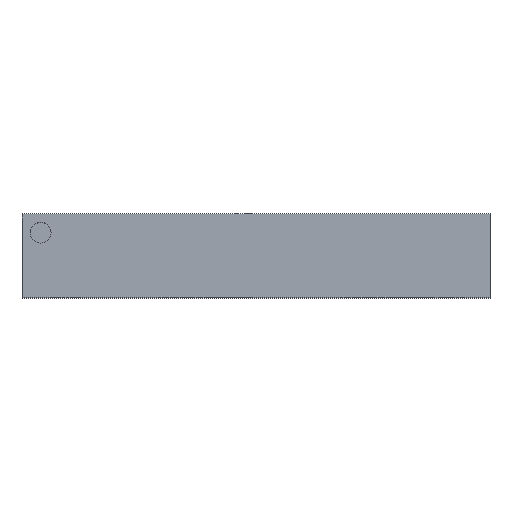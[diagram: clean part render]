
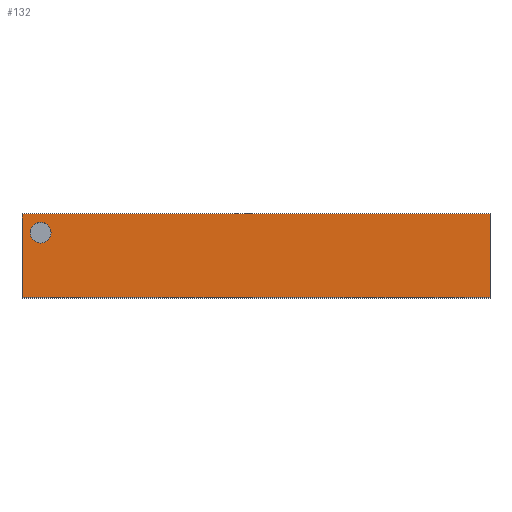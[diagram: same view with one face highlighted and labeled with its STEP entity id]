
A CAD part, top view. The second image highlights one B-rep face of the part: STEP entity #132.
In plain terms, the highlighted planar face has unit normal (0, 0, 1).
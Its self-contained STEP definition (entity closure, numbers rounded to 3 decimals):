
#16 = DIRECTION ( 'NONE',  ( 1., 0., 0. ) ) ;
#35 = DIRECTION ( 'NONE',  ( 0., 0., 1. ) ) ;
#72 = ORIENTED_EDGE ( 'NONE', *, *, #168, .T. ) ;
#102 = CARTESIAN_POINT ( 'NONE',  ( 0., 8., 0. ) ) ;
#132 = ADVANCED_FACE ( 'NONE', ( #215, #1571 ), #1300, .F. ) ;
#168 = EDGE_CURVE ( 'NONE', #790, #637, #875, .T. ) ;
#171 = ORIENTED_EDGE ( 'NONE', *, *, #1510, .F. ) ;
#192 = DIRECTION ( 'NONE',  ( 1., 0., 0. ) ) ;
#200 = CARTESIAN_POINT ( 'NONE',  ( 0., 8., 0. ) ) ;
#215 = FACE_BOUND ( 'NONE', #1402, .T. ) ;
#270 = CARTESIAN_POINT ( 'NONE',  ( 0., 0., 0. ) ) ;
#282 = EDGE_CURVE ( 'NONE', #676, #1059, #788, .T. ) ;
#306 = CARTESIAN_POINT ( 'NONE',  ( 0., 8., 0. ) ) ;
#389 = ORIENTED_EDGE ( 'NONE', *, *, #889, .F. ) ;
#394 = VECTOR ( 'NONE', #192, 1000. ) ;
#601 = VECTOR ( 'NONE', #1167, 1000. ) ;
#637 = VERTEX_POINT ( 'NONE', #270 ) ;
#641 = AXIS2_PLACEMENT_3D ( 'NONE', #1701, #1308, #645 ) ;
#643 = DIRECTION ( 'NONE',  ( 0., 0., -1. ) ) ;
#644 = EDGE_LOOP ( 'NONE', ( #1682, #753, #739, #72 ) ) ;
#645 = DIRECTION ( 'NONE',  ( 1., 0., 0. ) ) ;
#659 = DIRECTION ( 'NONE',  ( 0., -1., 0. ) ) ;
#676 = VERTEX_POINT ( 'NONE', #779 ) ;
#739 = ORIENTED_EDGE ( 'NONE', *, *, #794, .F. ) ;
#753 = ORIENTED_EDGE ( 'NONE', *, *, #282, .F. ) ;
#779 = CARTESIAN_POINT ( 'NONE',  ( 45., 8., 0. ) ) ;
#788 = LINE ( 'NONE', #1314, #1671 ) ;
#790 = VERTEX_POINT ( 'NONE', #1483 ) ;
#793 = CIRCLE ( 'NONE', #1020, 1. ) ;
#794 = EDGE_CURVE ( 'NONE', #790, #676, #1375, .T. ) ;
#857 = VERTEX_POINT ( 'NONE', #1513 ) ;
#868 = CIRCLE ( 'NONE', #641, 1. ) ;
#875 = LINE ( 'NONE', #200, #601 ) ;
#886 = DIRECTION ( 'NONE',  ( -1., 0., 0. ) ) ;
#889 = EDGE_CURVE ( 'NONE', #1536, #857, #793, .T. ) ;
#955 = EDGE_CURVE ( 'NONE', #637, #1059, #1247, .T. ) ;
#975 = CARTESIAN_POINT ( 'NONE',  ( 0., 0., 0. ) ) ;
#1000 = CARTESIAN_POINT ( 'NONE',  ( 45., 0., 0. ) ) ;
#1020 = AXIS2_PLACEMENT_3D ( 'NONE', #1102, #35, #1626 ) ;
#1059 = VERTEX_POINT ( 'NONE', #1000 ) ;
#1102 = CARTESIAN_POINT ( 'NONE',  ( 1.8, 6.2, 0. ) ) ;
#1167 = DIRECTION ( 'NONE',  ( 0., -1., 0. ) ) ;
#1247 = LINE ( 'NONE', #975, #394 ) ;
#1300 = PLANE ( 'NONE',  #1480 ) ;
#1308 = DIRECTION ( 'NONE',  ( 0., 0., 1. ) ) ;
#1314 = CARTESIAN_POINT ( 'NONE',  ( 45., 8., 0. ) ) ;
#1375 = LINE ( 'NONE', #306, #1401 ) ;
#1401 = VECTOR ( 'NONE', #16, 1000. ) ;
#1402 = EDGE_LOOP ( 'NONE', ( #171, #389 ) ) ;
#1480 = AXIS2_PLACEMENT_3D ( 'NONE', #102, #643, #886 ) ;
#1483 = CARTESIAN_POINT ( 'NONE',  ( 0., 8., 0. ) ) ;
#1510 = EDGE_CURVE ( 'NONE', #857, #1536, #868, .T. ) ;
#1513 = CARTESIAN_POINT ( 'NONE',  ( 2.8, 6.2, 0. ) ) ;
#1536 = VERTEX_POINT ( 'NONE', #1587 ) ;
#1571 = FACE_OUTER_BOUND ( 'NONE', #644, .T. ) ;
#1587 = CARTESIAN_POINT ( 'NONE',  ( 0.8, 6.2, 0. ) ) ;
#1626 = DIRECTION ( 'NONE',  ( 1., 0., 0. ) ) ;
#1671 = VECTOR ( 'NONE', #659, 1000. ) ;
#1682 = ORIENTED_EDGE ( 'NONE', *, *, #955, .T. ) ;
#1701 = CARTESIAN_POINT ( 'NONE',  ( 1.8, 6.2, 0. ) ) ;
